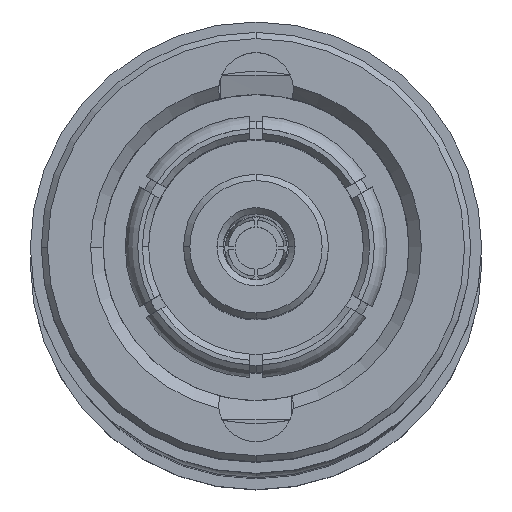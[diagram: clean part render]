
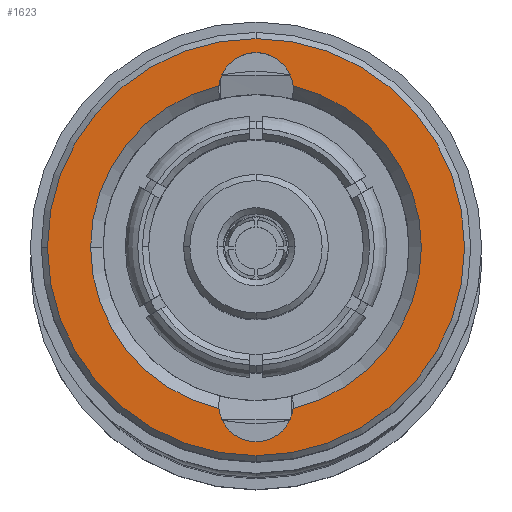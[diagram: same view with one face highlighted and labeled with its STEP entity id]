
A CAD part, top view. The second image highlights one B-rep face of the part: STEP entity #1623.
In plain terms, the highlighted face is planar.
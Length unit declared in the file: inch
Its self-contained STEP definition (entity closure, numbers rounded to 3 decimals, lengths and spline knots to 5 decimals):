
#193 = DIRECTION ( 'NONE',  ( 0., 1., 0. ) ) ;
#276 = EDGE_CURVE ( 'NONE', #307, #2509, #3497, .T. ) ;
#307 = VERTEX_POINT ( 'NONE', #337 ) ;
#337 = CARTESIAN_POINT ( 'NONE',  ( 0., 0., -0.26378 ) ) ;
#496 = CARTESIAN_POINT ( 'NONE',  ( 0., 0., 0. ) ) ;
#551 = EDGE_LOOP ( 'NONE', ( #8166, #1849, #7692, #8153, #3015 ) ) ;
#780 = EDGE_CURVE ( 'NONE', #4930, #5914, #2123, .T. ) ;
#883 = CARTESIAN_POINT ( 'NONE',  ( 0., 0., 0. ) ) ;
#1055 = DIRECTION ( 'NONE',  ( 0., 1., 0. ) ) ;
#1145 = CARTESIAN_POINT ( 'NONE',  ( 0., 0.20391, -0.04697 ) ) ;
#1168 = DIRECTION ( 'NONE',  ( 0., -1., 0. ) ) ;
#1237 = EDGE_CURVE ( 'NONE', #4792, #5914, #7887, .T. ) ;
#1257 = DIRECTION ( 'NONE',  ( 0., 0.108, -0.994 ) ) ;
#1268 = CIRCLE ( 'NONE', #6326, 0.20925 ) ;
#1538 = AXIS2_PLACEMENT_3D ( 'NONE', #5523, #6268, #7596 ) ;
#1540 = FACE_OUTER_BOUND ( 'NONE', #4030, .T. ) ;
#1544 = CARTESIAN_POINT ( 'NONE',  ( 0., -0.20391, 0.04697 ) ) ;
#1573 = DIRECTION ( 'NONE',  ( -1., 0., 0. ) ) ;
#1623 = ADVANCED_FACE ( 'NONE', ( #8276, #1540 ), #6783, .F. ) ;
#1634 = CIRCLE ( 'NONE', #6565, 0.04724 ) ;
#1848 = AXIS2_PLACEMENT_3D ( 'NONE', #496, #3159, #4781 ) ;
#1849 = ORIENTED_EDGE ( 'NONE', *, *, #8025, .F. ) ;
#1862 = DIRECTION ( 'NONE',  ( 0., 1., 0. ) ) ;
#2123 = CIRCLE ( 'NONE', #1848, 0.20925 ) ;
#2157 = DIRECTION ( 'NONE',  ( 1., 0., 0. ) ) ;
#2247 = VERTEX_POINT ( 'NONE', #7338 ) ;
#2295 = DIRECTION ( 'NONE',  ( 0., -0.108, 0.994 ) ) ;
#2322 = CARTESIAN_POINT ( 'NONE',  ( 0., 0., 0. ) ) ;
#2402 = ORIENTED_EDGE ( 'NONE', *, *, #5312, .T. ) ;
#2509 = VERTEX_POINT ( 'NONE', #6317 ) ;
#3015 = ORIENTED_EDGE ( 'NONE', *, *, #8024, .F. ) ;
#3054 = ORIENTED_EDGE ( 'NONE', *, *, #276, .T. ) ;
#3126 = CARTESIAN_POINT ( 'NONE',  ( 0., 0., 0. ) ) ;
#3159 = DIRECTION ( 'NONE',  ( -1., 0., 0. ) ) ;
#3442 = CARTESIAN_POINT ( 'NONE',  ( 0., -0.20391, -0.04697 ) ) ;
#3479 = EDGE_CURVE ( 'NONE', #7340, #2247, #1634, .T. ) ;
#3497 = CIRCLE ( 'NONE', #4632, 0.26378 ) ;
#3698 = DIRECTION ( 'NONE',  ( 1., 0., 0. ) ) ;
#4030 = EDGE_LOOP ( 'NONE', ( #7658, #2402, #3054 ) ) ;
#4065 = AXIS2_PLACEMENT_3D ( 'NONE', #8518, #3698, #2295 ) ;
#4632 = AXIS2_PLACEMENT_3D ( 'NONE', #3126, #7191, #1862 ) ;
#4677 = CIRCLE ( 'NONE', #8633, 0.26378 ) ;
#4700 = CIRCLE ( 'NONE', #8662, 0.26378 ) ;
#4716 = CARTESIAN_POINT ( 'NONE',  ( 0., 0.26378, 0. ) ) ;
#4781 = DIRECTION ( 'NONE',  ( 0., 0.974, -0.224 ) ) ;
#4792 = VERTEX_POINT ( 'NONE', #1544 ) ;
#4930 = VERTEX_POINT ( 'NONE', #6307 ) ;
#5212 = CARTESIAN_POINT ( 'NONE',  ( 0., 0.19882, 0. ) ) ;
#5312 = EDGE_CURVE ( 'NONE', #7045, #307, #4700, .T. ) ;
#5336 = CIRCLE ( 'NONE', #1538, 0.20925 ) ;
#5523 = CARTESIAN_POINT ( 'NONE',  ( 0., 0., 0. ) ) ;
#5611 = DIRECTION ( 'NONE',  ( 0., -0.974, 0.224 ) ) ;
#5690 = DIRECTION ( 'NONE',  ( -1., 0., 0. ) ) ;
#5829 = CARTESIAN_POINT ( 'NONE',  ( 0., 0., 0. ) ) ;
#5914 = VERTEX_POINT ( 'NONE', #3442 ) ;
#5940 = AXIS2_PLACEMENT_3D ( 'NONE', #883, #2157, #193 ) ;
#6268 = DIRECTION ( 'NONE',  ( -1., 0., 0. ) ) ;
#6307 = CARTESIAN_POINT ( 'NONE',  ( 0., 0., -0.20925 ) ) ;
#6317 = CARTESIAN_POINT ( 'NONE',  ( 0., -0.26378, 0. ) ) ;
#6326 = AXIS2_PLACEMENT_3D ( 'NONE', #7637, #5690, #5611 ) ;
#6565 = AXIS2_PLACEMENT_3D ( 'NONE', #5212, #7905, #1257 ) ;
#6572 = DIRECTION ( 'NONE',  ( -1., 0., 0. ) ) ;
#6783 = PLANE ( 'NONE',  #5940 ) ;
#6938 = EDGE_CURVE ( 'NONE', #2509, #7045, #4677, .T. ) ;
#7045 = VERTEX_POINT ( 'NONE', #4716 ) ;
#7191 = DIRECTION ( 'NONE',  ( -1., 0., 0. ) ) ;
#7338 = CARTESIAN_POINT ( 'NONE',  ( 0., 0.20391, 0.04697 ) ) ;
#7340 = VERTEX_POINT ( 'NONE', #1145 ) ;
#7596 = DIRECTION ( 'NONE',  ( 0., 0.974, -0.224 ) ) ;
#7637 = CARTESIAN_POINT ( 'NONE',  ( 0., 0., 0. ) ) ;
#7658 = ORIENTED_EDGE ( 'NONE', *, *, #6938, .T. ) ;
#7692 = ORIENTED_EDGE ( 'NONE', *, *, #1237, .T. ) ;
#7887 = CIRCLE ( 'NONE', #4065, 0.04724 ) ;
#7905 = DIRECTION ( 'NONE',  ( 1., 0., 0. ) ) ;
#8024 = EDGE_CURVE ( 'NONE', #7340, #4930, #5336, .T. ) ;
#8025 = EDGE_CURVE ( 'NONE', #4792, #2247, #1268, .T. ) ;
#8153 = ORIENTED_EDGE ( 'NONE', *, *, #780, .F. ) ;
#8166 = ORIENTED_EDGE ( 'NONE', *, *, #3479, .T. ) ;
#8276 = FACE_BOUND ( 'NONE', #551, .T. ) ;
#8518 = CARTESIAN_POINT ( 'NONE',  ( 0., -0.19882, 0. ) ) ;
#8633 = AXIS2_PLACEMENT_3D ( 'NONE', #5829, #6572, #1168 ) ;
#8662 = AXIS2_PLACEMENT_3D ( 'NONE', #2322, #1573, #1055 ) ;
